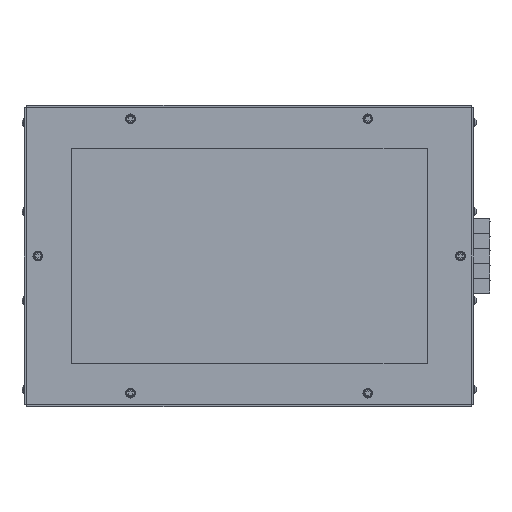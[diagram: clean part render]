
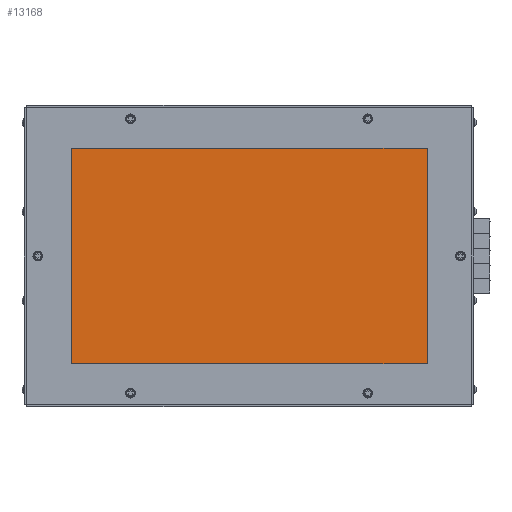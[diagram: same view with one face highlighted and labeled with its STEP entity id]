
A CAD part, front view. The second image highlights one B-rep face of the part: STEP entity #13168.
In plain terms, the highlighted face is planar.
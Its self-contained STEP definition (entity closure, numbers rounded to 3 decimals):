
#144 = ORIENTED_EDGE ( 'NONE', *, *, #11766, .F. ) ;
#145 = ORIENTED_EDGE ( 'NONE', *, *, #11858, .F. ) ;
#146 = ORIENTED_EDGE ( 'NONE', *, *, #11851, .F. ) ;
#147 = ORIENTED_EDGE ( 'NONE', *, *, #11769, .F. ) ;
#2024 = EDGE_LOOP ( 'NONE', ( #144, #145, #146, #147 ) ) ;
#3192 = CARTESIAN_POINT ( 'NONE',  ( -120., 72.5, 0. ) ) ;
#3196 = LINE ( 'NONE', #3192, #3654 ) ;
#3200 = DIRECTION ( 'NONE',  ( 0., -1., 0. ) ) ;
#3201 = CARTESIAN_POINT ( 'NONE',  ( -120., -72.5, 0. ) ) ;
#3205 = LINE ( 'NONE', #3201, #3658 ) ;
#3209 = DIRECTION ( 'NONE',  ( 1., 0., 0. ) ) ;
#3455 = LINE ( 'NONE', #3456, #3781 ) ;
#3456 = CARTESIAN_POINT ( 'NONE',  ( 120., 72.5, 0. ) ) ;
#3457 = DIRECTION ( 'NONE',  ( 0., 1., 0. ) ) ;
#3474 = LINE ( 'NONE', #3475, #3788 ) ;
#3475 = CARTESIAN_POINT ( 'NONE',  ( -120., 72.5, 0. ) ) ;
#3476 = DIRECTION ( 'NONE',  ( -1., 0., 0. ) ) ;
#3654 = VECTOR ( 'NONE', #3200, 1000. ) ;
#3658 = VECTOR ( 'NONE', #3209, 1000. ) ;
#3781 = VECTOR ( 'NONE', #3457, 1000. ) ;
#3788 = VECTOR ( 'NONE', #3476, 1000. ) ;
#4641 = AXIS2_PLACEMENT_3D ( 'NONE', #7180, #7186, #7187 ) ;
#7178 = PLANE ( 'NONE',  #4641 ) ;
#7180 = CARTESIAN_POINT ( 'NONE',  ( -120., -72.5, 0. ) ) ;
#7184 = FACE_OUTER_BOUND ( 'NONE', #2024, .T. ) ;
#7186 = DIRECTION ( 'NONE',  ( 0., 0., 1. ) ) ;
#7187 = DIRECTION ( 'NONE',  ( 1., 0., 0. ) ) ;
#11088 = CARTESIAN_POINT ( 'NONE',  ( 120., 72.5, 0. ) ) ;
#11124 = CARTESIAN_POINT ( 'NONE',  ( -120., -72.5, 0. ) ) ;
#11128 = CARTESIAN_POINT ( 'NONE',  ( -120., 72.5, 0. ) ) ;
#11131 = CARTESIAN_POINT ( 'NONE',  ( 120., -72.5, 0. ) ) ;
#11766 = EDGE_CURVE ( 'NONE', #14071, #14067, #3196, .T. ) ;
#11769 = EDGE_CURVE ( 'NONE', #14067, #14074, #3205, .T. ) ;
#11851 = EDGE_CURVE ( 'NONE', #14074, #14031, #3455, .T. ) ;
#11858 = EDGE_CURVE ( 'NONE', #14031, #14071, #3474, .T. ) ;
#13168 = ADVANCED_FACE ( 'NONE', ( #7184 ), #7178, .F. ) ;
#14031 = VERTEX_POINT ( 'NONE', #11088 ) ;
#14067 = VERTEX_POINT ( 'NONE', #11124 ) ;
#14071 = VERTEX_POINT ( 'NONE', #11128 ) ;
#14074 = VERTEX_POINT ( 'NONE', #11131 ) ;
